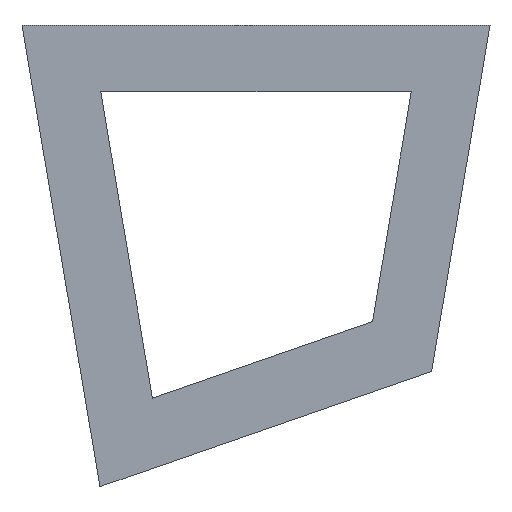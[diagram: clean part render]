
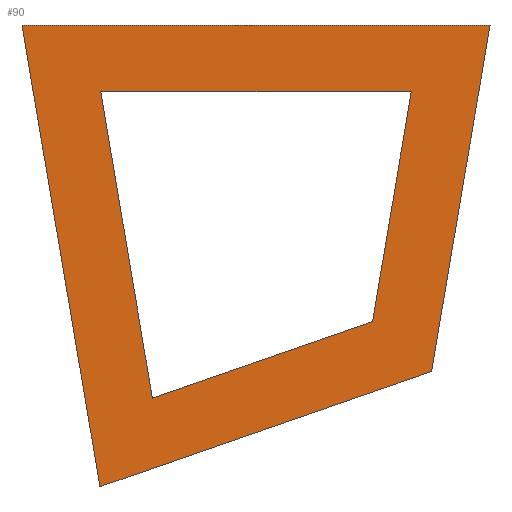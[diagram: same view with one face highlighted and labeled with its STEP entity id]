
A CAD part, front view. The second image highlights one B-rep face of the part: STEP entity #90.
In plain terms, the highlighted planar face has unit normal (0, -1, 0).
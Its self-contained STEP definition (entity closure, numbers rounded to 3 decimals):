
#2 = EDGE_CURVE ( 'NONE', #63, #178, #139, .T. ) ;
#6 = ORIENTED_EDGE ( 'NONE', *, *, #249, .T. ) ;
#9 = ORIENTED_EDGE ( 'NONE', *, *, #75, .F. ) ;
#14 = CARTESIAN_POINT ( 'NONE',  ( 3.549, 0., -3. ) ) ;
#18 = ORIENTED_EDGE ( 'NONE', *, *, #2, .T. ) ;
#38 = EDGE_CURVE ( 'NONE', #206, #274, #144, .T. ) ;
#43 = VECTOR ( 'NONE', #55, 1000. ) ;
#45 = DIRECTION ( 'NONE',  ( 1., 0., 0. ) ) ;
#55 = DIRECTION ( 'NONE',  ( 1., 0., 0. ) ) ;
#63 = VERTEX_POINT ( 'NONE', #241 ) ;
#65 = EDGE_CURVE ( 'NONE', #201, #206, #161, .T. ) ;
#66 = CARTESIAN_POINT ( 'NONE',  ( 0., 0., 0. ) ) ;
#68 = DIRECTION ( 'NONE',  ( 0., -1., 0. ) ) ;
#74 = CARTESIAN_POINT ( 'NONE',  ( 0., 0., 0. ) ) ;
#75 = EDGE_CURVE ( 'NONE', #313, #201, #97, .T. ) ;
#77 = DIRECTION ( 'NONE',  ( -0.167, 0., -0.986 ) ) ;
#82 = CARTESIAN_POINT ( 'NONE',  ( 18.475, 0., -15.619 ) ) ;
#90 = ADVANCED_FACE ( 'NONE', ( #129, #223 ), #222, .T. ) ;
#93 = CARTESIAN_POINT ( 'NONE',  ( 0., 0., 0. ) ) ;
#96 = EDGE_CURVE ( 'NONE', #214, #63, #167, .T. ) ;
#97 = LINE ( 'NONE', #200, #156 ) ;
#100 = CARTESIAN_POINT ( 'NONE',  ( 5.884, 0., -16.82 ) ) ;
#101 = ORIENTED_EDGE ( 'NONE', *, *, #96, .T. ) ;
#104 = LINE ( 'NONE', #210, #243 ) ;
#109 = ORIENTED_EDGE ( 'NONE', *, *, #65, .F. ) ;
#113 = CARTESIAN_POINT ( 'NONE',  ( 17.565, 0., -3. ) ) ;
#129 = FACE_OUTER_BOUND ( 'NONE', #216, .T. ) ;
#132 = AXIS2_PLACEMENT_3D ( 'NONE', #66, #68, #174 ) ;
#139 = LINE ( 'NONE', #14, #43 ) ;
#143 = ORIENTED_EDGE ( 'NONE', *, *, #288, .T. ) ;
#144 = LINE ( 'NONE', #287, #231 ) ;
#148 = VECTOR ( 'NONE', #278, 1000. ) ;
#153 = VECTOR ( 'NONE', #184, 1000. ) ;
#156 = VECTOR ( 'NONE', #248, 1000. ) ;
#161 = LINE ( 'NONE', #93, #267 ) ;
#167 = LINE ( 'NONE', #100, #198 ) ;
#171 = DIRECTION ( 'NONE',  ( -0.167, 0., 0.986 ) ) ;
#174 = DIRECTION ( 'NONE',  ( 0., 0., -1. ) ) ;
#178 = VERTEX_POINT ( 'NONE', #113 ) ;
#180 = CARTESIAN_POINT ( 'NONE',  ( 21.114, 0., 0. ) ) ;
#184 = DIRECTION ( 'NONE',  ( -0.945, 0., -0.328 ) ) ;
#198 = VECTOR ( 'NONE', #171, 1000. ) ;
#200 = CARTESIAN_POINT ( 'NONE',  ( 3.518, 0., -20.819 ) ) ;
#201 = VERTEX_POINT ( 'NONE', #74 ) ;
#205 = LINE ( 'NONE', #260, #153 ) ;
#206 = VERTEX_POINT ( 'NONE', #180 ) ;
#210 = CARTESIAN_POINT ( 'NONE',  ( 17.565, 0., -3. ) ) ;
#211 = DIRECTION ( 'NONE',  ( -0.167, 0., -0.986 ) ) ;
#214 = VERTEX_POINT ( 'NONE', #301 ) ;
#216 = EDGE_LOOP ( 'NONE', ( #9, #304, #218, #109 ) ) ;
#218 = ORIENTED_EDGE ( 'NONE', *, *, #38, .F. ) ;
#222 = PLANE ( 'NONE',  #132 ) ;
#223 = FACE_BOUND ( 'NONE', #253, .T. ) ;
#229 = CARTESIAN_POINT ( 'NONE',  ( 15.813, 0., -13.369 ) ) ;
#231 = VECTOR ( 'NONE', #211, 1000. ) ;
#233 = CARTESIAN_POINT ( 'NONE',  ( 18.475, 0., -15.619 ) ) ;
#239 = VERTEX_POINT ( 'NONE', #229 ) ;
#241 = CARTESIAN_POINT ( 'NONE',  ( 3.549, 0., -3. ) ) ;
#243 = VECTOR ( 'NONE', #77, 1000. ) ;
#248 = DIRECTION ( 'NONE',  ( -0.167, 0., 0.986 ) ) ;
#249 = EDGE_CURVE ( 'NONE', #178, #239, #104, .T. ) ;
#253 = EDGE_LOOP ( 'NONE', ( #6, #143, #101, #18 ) ) ;
#254 = EDGE_CURVE ( 'NONE', #274, #313, #310, .T. ) ;
#260 = CARTESIAN_POINT ( 'NONE',  ( 15.813, 0., -13.369 ) ) ;
#267 = VECTOR ( 'NONE', #45, 1000. ) ;
#274 = VERTEX_POINT ( 'NONE', #233 ) ;
#278 = DIRECTION ( 'NONE',  ( -0.945, 0., -0.328 ) ) ;
#287 = CARTESIAN_POINT ( 'NONE',  ( 21.114, 0., 0. ) ) ;
#288 = EDGE_CURVE ( 'NONE', #239, #214, #205, .T. ) ;
#301 = CARTESIAN_POINT ( 'NONE',  ( 5.884, 0., -16.82 ) ) ;
#304 = ORIENTED_EDGE ( 'NONE', *, *, #254, .F. ) ;
#305 = CARTESIAN_POINT ( 'NONE',  ( 3.518, 0., -20.819 ) ) ;
#310 = LINE ( 'NONE', #82, #148 ) ;
#313 = VERTEX_POINT ( 'NONE', #305 ) ;
